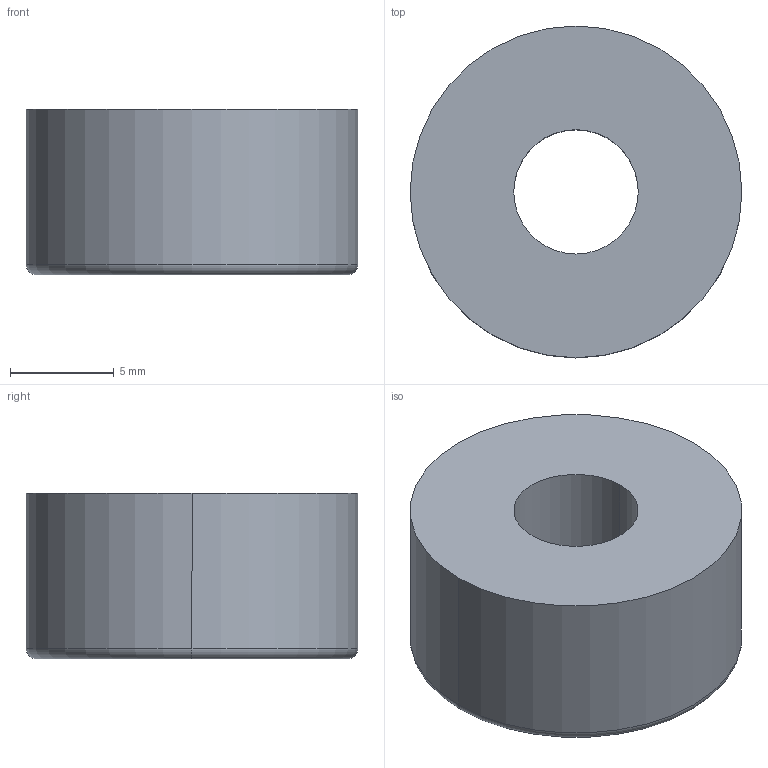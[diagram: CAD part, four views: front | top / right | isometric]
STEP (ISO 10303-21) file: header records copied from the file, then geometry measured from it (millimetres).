
FILE_DESCRIPTION(('CATIA V5 STEP Exchange'),'2;1');
FILE_NAME('BOSCHUNG_SM_V2_ROTATING_PIPE_2.stp','2023-11-15T21:18:36+00:00',('none'),('none'),'CATIA Unofficial Packaging Version SP3','CATIA V5 STEP AP203','none');
FILE_SCHEMA(('CONFIG_CONTROL_DESIGN'));
Length unit declared in the file: millimetre
Products named in the file (1): BOSCHUNG_SM_V2_ROTATING_PIPE_2
Bounding box: 16 x 16 x 8 mm (x, y, z)
Volume: 1379.6 mm3; surface area: 887.6 mm2
Topology: 1 solids, 1 shells, 8 faces, 16 edges, 10 vertices
Faces by surface type: cylinder 4, plane 2, torus 2
Entity records: 239 total; most frequent: CARTESIAN_POINT 33, ORIENTED_EDGE 32, DIRECTION 28, AXIS2_PLACEMENT_3D 19, EDGE_CURVE 16, CIRCLE 12, EDGE_LOOP 10, VERTEX_POINT 10
